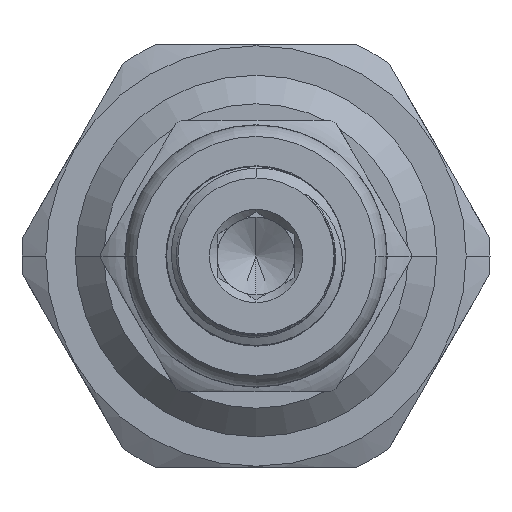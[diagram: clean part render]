
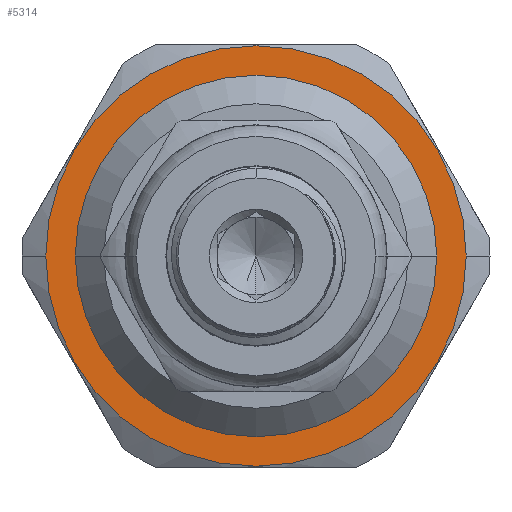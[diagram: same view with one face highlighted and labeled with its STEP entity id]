
A CAD part, left-side view. The second image highlights one B-rep face of the part: STEP entity #5314.
In plain terms, the highlighted planar face has unit normal (-1, 0, 0).
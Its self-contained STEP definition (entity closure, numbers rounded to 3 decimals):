
#53 = CIRCLE ( 'NONE', #14095, 9.5 ) ;
#424 = AXIS2_PLACEMENT_3D ( 'NONE', #12433, #9613, #1099 ) ;
#1022 = EDGE_CURVE ( 'NONE', #3556, #9615, #17239, .T. ) ;
#1099 = DIRECTION ( 'NONE',  ( 0., 1., 0. ) ) ;
#1619 = DIRECTION ( 'NONE',  ( 1., 0., 0. ) ) ;
#1658 = CARTESIAN_POINT ( 'NONE',  ( 12., 11.05, 0. ) ) ;
#2080 = ORIENTED_EDGE ( 'NONE', *, *, #1022, .F. ) ;
#3165 = EDGE_CURVE ( 'NONE', #8669, #6018, #53, .T. ) ;
#3363 = ORIENTED_EDGE ( 'NONE', *, *, #10714, .F. ) ;
#3556 = VERTEX_POINT ( 'NONE', #1658 ) ;
#3799 = CIRCLE ( 'NONE', #3857, 9.5 ) ;
#3857 = AXIS2_PLACEMENT_3D ( 'NONE', #8651, #4472, #11537 ) ;
#4472 = DIRECTION ( 'NONE',  ( 1., 0., 0. ) ) ;
#5314 = ADVANCED_FACE ( 'NONE', ( #12193, #7512 ), #13731, .T. ) ;
#5329 = CARTESIAN_POINT ( 'NONE',  ( 12., 0., 0. ) ) ;
#5581 = EDGE_LOOP ( 'NONE', ( #3363, #2080 ) ) ;
#5797 = CARTESIAN_POINT ( 'NONE',  ( 12., -11.05, 0. ) ) ;
#5799 = DIRECTION ( 'NONE',  ( 0., -1., 0. ) ) ;
#6018 = VERTEX_POINT ( 'NONE', #11401 ) ;
#6189 = AXIS2_PLACEMENT_3D ( 'NONE', #5329, #11173, #8355 ) ;
#6323 = CARTESIAN_POINT ( 'NONE',  ( 12., -9.5, 0. ) ) ;
#7512 = FACE_OUTER_BOUND ( 'NONE', #5581, .T. ) ;
#7813 = DIRECTION ( 'NONE',  ( 0., -1., 0. ) ) ;
#8355 = DIRECTION ( 'NONE',  ( 0., -1., 0. ) ) ;
#8645 = CARTESIAN_POINT ( 'NONE',  ( 12., 0., 0. ) ) ;
#8651 = CARTESIAN_POINT ( 'NONE',  ( 12., 0., 0. ) ) ;
#8669 = VERTEX_POINT ( 'NONE', #6323 ) ;
#9613 = DIRECTION ( 'NONE',  ( -1., 0., 0. ) ) ;
#9615 = VERTEX_POINT ( 'NONE', #5797 ) ;
#10528 = EDGE_LOOP ( 'NONE', ( #13552, #11980 ) ) ;
#10714 = EDGE_CURVE ( 'NONE', #9615, #3556, #10722, .T. ) ;
#10722 = CIRCLE ( 'NONE', #16296, 11.05 ) ;
#10748 = DIRECTION ( 'NONE',  ( 1., 0., 0. ) ) ;
#11173 = DIRECTION ( 'NONE',  ( 1., 0., 0. ) ) ;
#11401 = CARTESIAN_POINT ( 'NONE',  ( 12., 9.5, 0. ) ) ;
#11537 = DIRECTION ( 'NONE',  ( 0., -1., 0. ) ) ;
#11980 = ORIENTED_EDGE ( 'NONE', *, *, #15216, .T. ) ;
#12193 = FACE_BOUND ( 'NONE', #10528, .T. ) ;
#12310 = CARTESIAN_POINT ( 'NONE',  ( 12., 0., 0. ) ) ;
#12433 = CARTESIAN_POINT ( 'NONE',  ( 12., 0., -9.5 ) ) ;
#13552 = ORIENTED_EDGE ( 'NONE', *, *, #3165, .T. ) ;
#13731 = PLANE ( 'NONE',  #424 ) ;
#14095 = AXIS2_PLACEMENT_3D ( 'NONE', #12310, #10748, #7813 ) ;
#15216 = EDGE_CURVE ( 'NONE', #6018, #8669, #3799, .T. ) ;
#16296 = AXIS2_PLACEMENT_3D ( 'NONE', #8645, #1619, #5799 ) ;
#17239 = CIRCLE ( 'NONE', #6189, 11.05 ) ;
